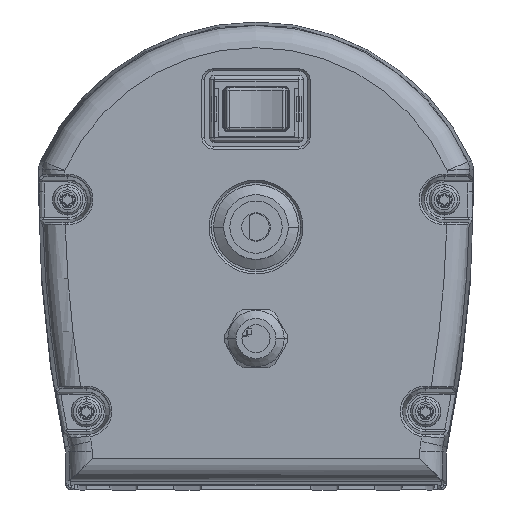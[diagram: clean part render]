
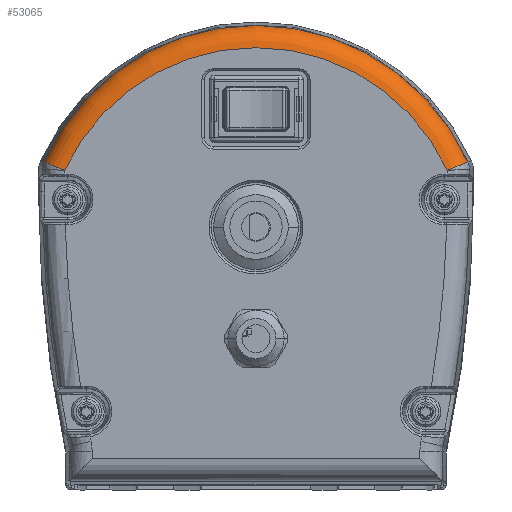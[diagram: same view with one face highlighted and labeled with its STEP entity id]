
A CAD part, top view. The second image highlights one B-rep face of the part: STEP entity #53065.
In plain terms, the highlighted toroidal (fillet/blend) face has major radius 47.144 mm and minor radius 5 mm.
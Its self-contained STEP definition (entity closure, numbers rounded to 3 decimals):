
#43826=CARTESIAN_POINT('',(0.,-13.145,45.));
#43827=DIRECTION('',(0.,0.,1.));
#43828=DIRECTION('',(0.909,0.417,0.));
#43829=AXIS2_PLACEMENT_3D('',#43826,#43827,#43828);
#45036=CARTESIAN_POINT('',(47.472,8.426,40.087));
#45037=CARTESIAN_POINT('',(47.468,8.424,40.346));
#45038=CARTESIAN_POINT('',(47.423,8.405,40.863));
#45039=CARTESIAN_POINT('',(47.245,8.329,41.618));
#45040=CARTESIAN_POINT('',(46.962,8.209,42.334));
#45041=CARTESIAN_POINT('',(46.579,8.048,42.993));
#45042=CARTESIAN_POINT('',(46.107,7.851,43.581));
#45043=CARTESIAN_POINT('',(45.556,7.622,44.082));
#45044=CARTESIAN_POINT('',(44.939,7.368,44.485));
#45045=CARTESIAN_POINT('',(44.271,7.096,44.78));
#45046=CARTESIAN_POINT('',(43.567,6.812,44.96));
#45047=CARTESIAN_POINT('',(43.085,6.621,45.));
#45048=CARTESIAN_POINT('',(42.844,6.526,45.));
#46249=CARTESIAN_POINT('',(0.,-13.145,40.087));
#46250=DIRECTION('',(0.,0.,1.));
#46251=DIRECTION('',(0.91,0.414,0.));
#46252=AXIS2_PLACEMENT_3D('',#46249,#46250,#46251);
#46258=CARTESIAN_POINT('',(-42.844,6.525,45.));
#46259=CARTESIAN_POINT('',(-43.085,6.619,
45.));
#46260=CARTESIAN_POINT('',(-43.567,6.813,
44.96));
#46261=CARTESIAN_POINT('',(-44.271,7.096,
44.78));
#46262=CARTESIAN_POINT('',(-44.939,7.368,
44.485));
#46263=CARTESIAN_POINT('',(-45.556,7.622,
44.082));
#46264=CARTESIAN_POINT('',(-46.107,7.851,
43.581));
#46265=CARTESIAN_POINT('',(-46.579,8.048,
42.993));
#46266=CARTESIAN_POINT('',(-46.962,8.209,
42.334));
#46267=CARTESIAN_POINT('',(-47.245,8.329,
41.618));
#46268=CARTESIAN_POINT('',(-47.423,8.405,
40.863));
#46269=CARTESIAN_POINT('',(-47.468,8.424,
40.346));
#46270=CARTESIAN_POINT('',(-47.472,8.426,
40.087));
#46470=CARTESIAN_POINT('',(42.844,6.526,45.));
#46471=CARTESIAN_POINT('',(-42.846,6.522,45.));
#46472=VERTEX_POINT('',#46470);
#46473=VERTEX_POINT('',#46471);
#46474=CARTESIAN_POINT('',(47.472,8.426,40.087));
#46475=CARTESIAN_POINT('',(-47.472,8.426,
40.087));
#46476=VERTEX_POINT('',#46474);
#46477=VERTEX_POINT('',#46475);
#53053=CARTESIAN_POINT('',(0.,-13.145,40.));
#53054=DIRECTION('',(0.,0.,1.));
#53055=DIRECTION('',(0.001,-1.,0.));
#53056=AXIS2_PLACEMENT_3D('',#53053,#53054,#53055);
#53057=TOROIDAL_SURFACE('',#53056,47.144,5.);
#53058=ORIENTED_EDGE('',*,*,#48303,.T.);
#53060=ORIENTED_EDGE('',*,*,#53059,.T.);
#53061=ORIENTED_EDGE('',*,*,#53047,.F.);
#53062=ORIENTED_EDGE('',*,*,#50905,.T.);
#53063=EDGE_LOOP('',(#53058,#53060,#53061,#53062));
#53064=FACE_OUTER_BOUND('',#53063,.F.);
#53065=ADVANCED_FACE('',(#53064),#53057,.T.);
#43830=CIRCLE('',#43829,47.144);
#45049=B_SPLINE_CURVE_WITH_KNOTS('',3,(#45036,#45037,#45038,#45039,#45040,
#45041,#45042,#45043,#45044,#45045,#45046,#45047,#45048),.UNSPECIFIED.,.F.,.F.,(
4,1,1,1,1,1,1,1,1,1,4),(0.,0.1,0.2,0.3,0.4,0.5,0.6,0.7,0.8,
0.9,1.),.UNSPECIFIED.);
#46253=CIRCLE('',#46252,52.143);
#46271=B_SPLINE_CURVE_WITH_KNOTS('',3,(#46258,#46259,#46260,#46261,#46262,
#46263,#46264,#46265,#46266,#46267,#46268,#46269,#46270),.UNSPECIFIED.,.F.,.F.,(
4,1,1,1,1,1,1,1,1,1,4),(0.,0.1,0.2,0.3,0.4,0.5,0.6,0.7,0.8,
0.9,1.),.UNSPECIFIED.);
#48303=EDGE_CURVE('',#46472,#46473,#43830,.T.);
#50905=EDGE_CURVE('',#46476,#46472,#45049,.T.);
#53047=EDGE_CURVE('',#46476,#46477,#46253,.T.);
#53059=EDGE_CURVE('',#46473,#46477,#46271,.T.);
